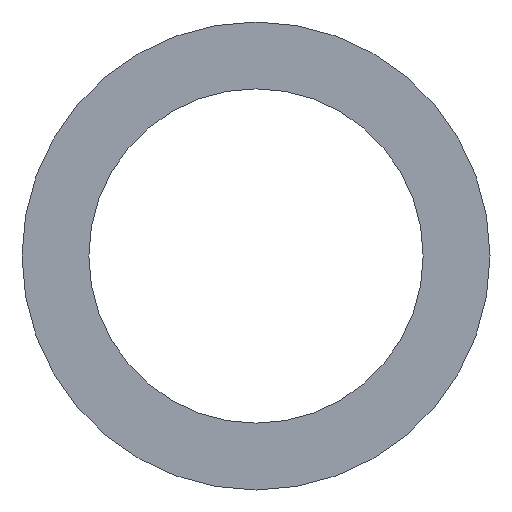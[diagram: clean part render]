
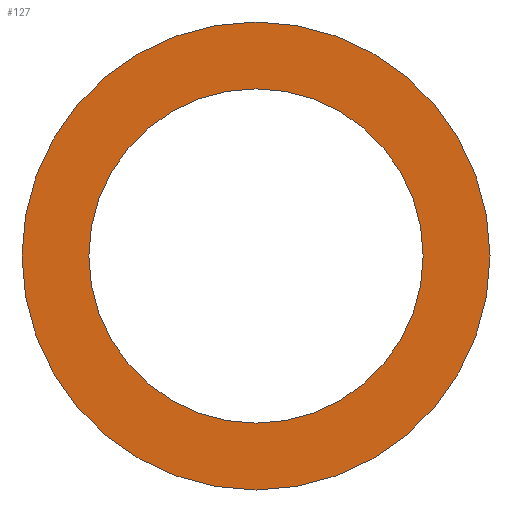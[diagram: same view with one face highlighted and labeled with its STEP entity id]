
A CAD part, front view. The second image highlights one B-rep face of the part: STEP entity #127.
In plain terms, the highlighted planar face has unit normal (0, -1, 0).
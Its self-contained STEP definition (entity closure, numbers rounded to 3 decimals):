
#24 = VERTEX_POINT('',#25);
#25 = CARTESIAN_POINT('',(0.,0.,-2.5));
#31 = EDGE_CURVE('',#24,#32,#34,.T.);
#32 = VERTEX_POINT('',#33);
#33 = CARTESIAN_POINT('',(0.,0.,2.5));
#34 = CIRCLE('',#35,2.5);
#35 = AXIS2_PLACEMENT_3D('',#36,#37,#38);
#36 = CARTESIAN_POINT('',(0.,0.,0.));
#37 = DIRECTION('',(0.,1.,0.));
#38 = DIRECTION('',(0.,-0.,1.));
#75 = VERTEX_POINT('',#76);
#76 = CARTESIAN_POINT('',(0.,0.,3.5));
#82 = EDGE_CURVE('',#75,#83,#85,.T.);
#83 = VERTEX_POINT('',#84);
#84 = CARTESIAN_POINT('',(0.,0.,-3.5));
#85 = CIRCLE('',#86,3.5);
#86 = AXIS2_PLACEMENT_3D('',#87,#88,#89);
#87 = CARTESIAN_POINT('',(0.,0.,0.));
#88 = DIRECTION('',(0.,1.,0.));
#89 = DIRECTION('',(0.,-0.,1.));
#127 = ADVANCED_FACE('',(#128,#138),#148,.F.);
#128 = FACE_BOUND('',#129,.T.);
#129 = EDGE_LOOP('',(#130,#137));
#130 = ORIENTED_EDGE('',*,*,#131,.F.);
#131 = EDGE_CURVE('',#83,#75,#132,.T.);
#132 = CIRCLE('',#133,3.5);
#133 = AXIS2_PLACEMENT_3D('',#134,#135,#136);
#134 = CARTESIAN_POINT('',(0.,0.,0.));
#135 = DIRECTION('',(0.,1.,0.));
#136 = DIRECTION('',(0.,-0.,1.));
#137 = ORIENTED_EDGE('',*,*,#82,.F.);
#138 = FACE_BOUND('',#139,.T.);
#139 = EDGE_LOOP('',(#140,#141));
#140 = ORIENTED_EDGE('',*,*,#31,.T.);
#141 = ORIENTED_EDGE('',*,*,#142,.T.);
#142 = EDGE_CURVE('',#32,#24,#143,.T.);
#143 = CIRCLE('',#144,2.5);
#144 = AXIS2_PLACEMENT_3D('',#145,#146,#147);
#145 = CARTESIAN_POINT('',(0.,0.,0.));
#146 = DIRECTION('',(0.,1.,0.));
#147 = DIRECTION('',(0.,-0.,1.));
#148 = PLANE('',#149);
#149 = AXIS2_PLACEMENT_3D('',#150,#151,#152);
#150 = CARTESIAN_POINT('',(0.,0.,0.));
#151 = DIRECTION('',(0.,1.,0.));
#152 = DIRECTION('',(0.,-0.,1.));
